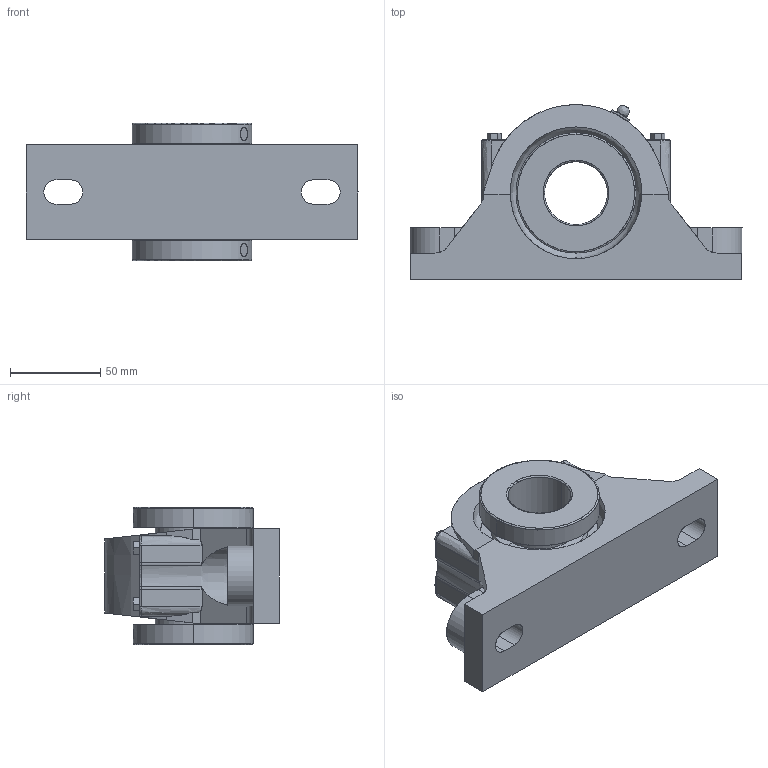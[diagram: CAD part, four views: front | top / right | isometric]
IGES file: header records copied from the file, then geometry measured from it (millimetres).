
Start section: SolidWorks IGES file using analytic representation for surfaces
Global section: file name: RPDEFAU0813457469057.igs; native system: SolidWorks 2017; preprocessor: SolidWorks 2017; author: partstream; date: 170813.045749; units: millimetre
Bounding box: 184.15 x 96.77 x 76.2 mm (x, y, z)
Surface area: 78313 mm2 (no closed solid volume)
Topology: 0 solids, 0 shells, 184 faces, 2864 edges, 2872 vertices
Faces by surface type: bspline 123, revolution 61
